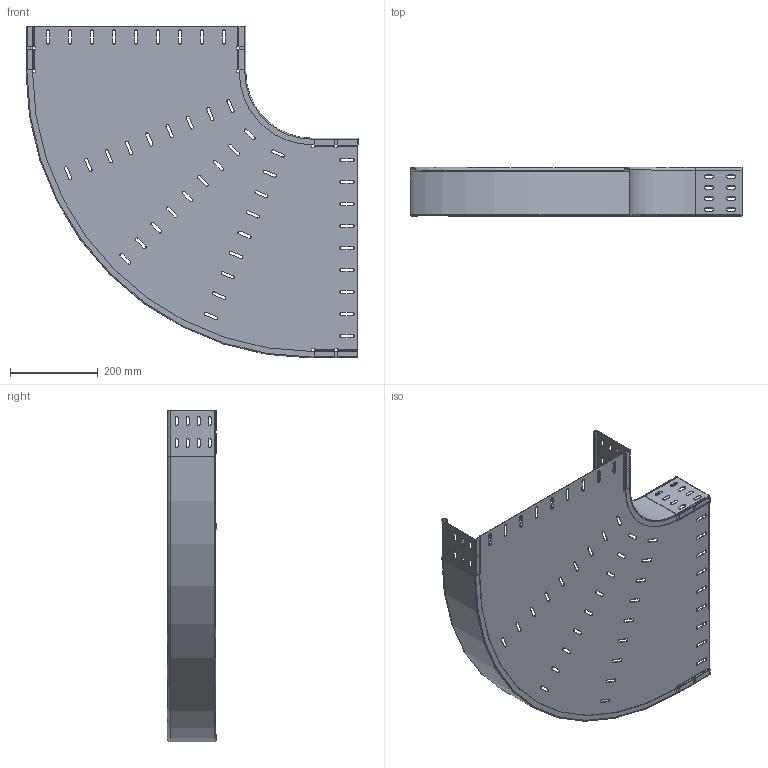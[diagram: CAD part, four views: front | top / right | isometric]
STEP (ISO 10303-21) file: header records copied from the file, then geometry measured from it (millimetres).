
FILE_DESCRIPTION (( 'STEP AP214' ), '1' );
FILE_NAME ('KTS 06.043-020.stp', '2021-03-09T08:51:33', ( '' ), ( '' ), 'SwSTEP 2.0', 'SolidWorks 2020', '' );
FILE_SCHEMA (( 'AUTOMOTIVE_DESIGN' ));
Length unit declared in the file: millimetre
Products named in the file (4): KTS 06.157-022_R=0650; KTS 06.043-020; KTS 06.127-034_ Bodenblech NB=500; KTS 06.153-019_R=0150
Assembly tree (3 placements, depth 2):
  KTS 06.043-020
    KTS 06.127-034_ Bodenblech NB=500
    KTS 06.153-019_R=0150
    KTS 06.157-022_R=0650
Bounding box: 755 x 112 x 755 mm (x, y, z)
Volume: 890490.5 mm3; surface area: 1279004.6 mm2
Topology: 3 solids, 3 shells, 606 faces, 1648 edges, 1048 vertices
Faces by surface type: plane 316, cylinder 282, torus 8
Entity records: 19526 total; most frequent: DIRECTION 3440, CARTESIAN_POINT 3308, ORIENTED_EDGE 3296, EDGE_CURVE 1648, AXIS2_PLACEMENT_3D 1180, LINE 1080, VECTOR 1080, VERTEX_POINT 1048
